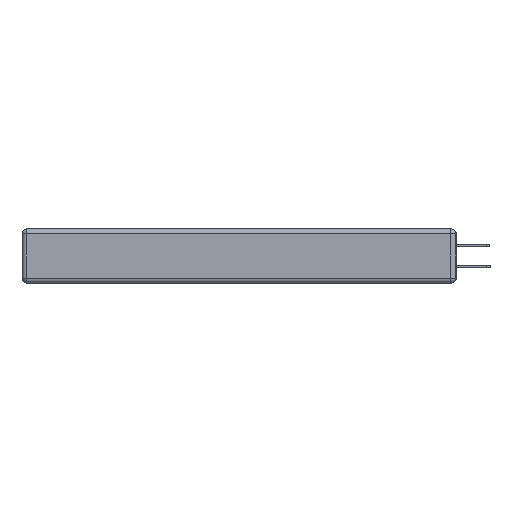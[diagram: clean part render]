
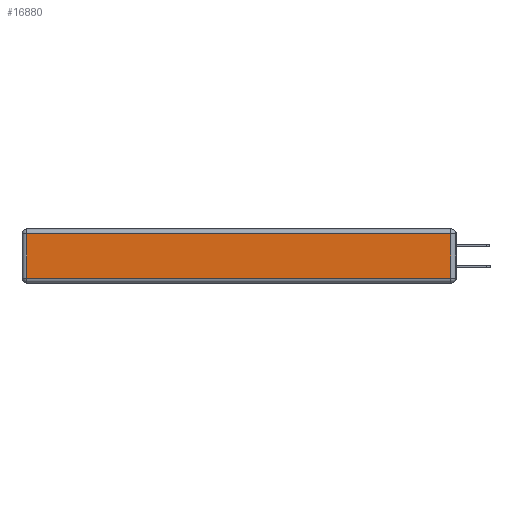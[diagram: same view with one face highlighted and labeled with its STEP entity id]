
A CAD part, left-side view. The second image highlights one B-rep face of the part: STEP entity #16880.
In plain terms, the highlighted planar face has unit normal (-1, 0, 0).
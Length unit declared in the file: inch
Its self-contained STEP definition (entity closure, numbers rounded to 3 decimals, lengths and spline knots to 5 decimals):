
#865 = EDGE_CURVE ( 'NONE', #10958, #902, #14451, .T. ) ;
#902 = VERTEX_POINT ( 'NONE', #18992 ) ;
#1014 = DIRECTION ( 'NONE',  ( 0., 0., 1. ) ) ;
#1943 = CARTESIAN_POINT ( 'NONE',  ( 0., 2.75, -0.03 ) ) ;
#4082 = VERTEX_POINT ( 'NONE', #11625 ) ;
#5683 = VERTEX_POINT ( 'NONE', #16639 ) ;
#5840 = CARTESIAN_POINT ( 'NONE',  ( 0., 0., -0.343 ) ) ;
#5944 = LINE ( 'NONE', #19974, #8095 ) ;
#6073 = DIRECTION ( 'NONE',  ( 0., 0., -1. ) ) ;
#6606 = VECTOR ( 'NONE', #18849, 39.37008 ) ;
#6831 = VECTOR ( 'NONE', #15650, 39.37008 ) ;
#6932 = EDGE_CURVE ( 'NONE', #4082, #10958, #5944, .T. ) ;
#7167 = DIRECTION ( 'NONE',  ( -1., 0., 0. ) ) ;
#8095 = VECTOR ( 'NONE', #6073, 39.37008 ) ;
#8137 = CARTESIAN_POINT ( 'NONE',  ( 0., 0.03, -0.343 ) ) ;
#8790 = PLANE ( 'NONE',  #18773 ) ;
#9436 = EDGE_CURVE ( 'NONE', #902, #5683, #18315, .T. ) ;
#10958 = VERTEX_POINT ( 'NONE', #16753 ) ;
#11203 = DIRECTION ( 'NONE',  ( 0., 1., 0. ) ) ;
#11625 = CARTESIAN_POINT ( 'NONE',  ( 0., 2.72, -0.03 ) ) ;
#12454 = EDGE_LOOP ( 'NONE', ( #13052, #13100, #16145, #15657 ) ) ;
#13052 = ORIENTED_EDGE ( 'NONE', *, *, #865, .T. ) ;
#13100 = ORIENTED_EDGE ( 'NONE', *, *, #9436, .T. ) ;
#13261 = FACE_OUTER_BOUND ( 'NONE', #12454, .T. ) ;
#13614 = VECTOR ( 'NONE', #11203, 39.37008 ) ;
#14451 = LINE ( 'NONE', #15800, #6606 ) ;
#15650 = DIRECTION ( 'NONE',  ( 0., 0., 1. ) ) ;
#15657 = ORIENTED_EDGE ( 'NONE', *, *, #6932, .T. ) ;
#15790 = LINE ( 'NONE', #1943, #13614 ) ;
#15800 = CARTESIAN_POINT ( 'NONE',  ( 0., 0., -0.313 ) ) ;
#16145 = ORIENTED_EDGE ( 'NONE', *, *, #19725, .T. ) ;
#16639 = CARTESIAN_POINT ( 'NONE',  ( 0., 0.03, -0.03 ) ) ;
#16753 = CARTESIAN_POINT ( 'NONE',  ( 0., 2.72, -0.313 ) ) ;
#16880 = ADVANCED_FACE ( 'NONE', ( #13261 ), #8790, .T. ) ;
#18315 = LINE ( 'NONE', #8137, #6831 ) ;
#18773 = AXIS2_PLACEMENT_3D ( 'NONE', #5840, #7167, #1014 ) ;
#18849 = DIRECTION ( 'NONE',  ( 0., -1., 0. ) ) ;
#18992 = CARTESIAN_POINT ( 'NONE',  ( 0., 0.03, -0.313 ) ) ;
#19725 = EDGE_CURVE ( 'NONE', #5683, #4082, #15790, .T. ) ;
#19974 = CARTESIAN_POINT ( 'NONE',  ( 0., 2.72, -0.343 ) ) ;
